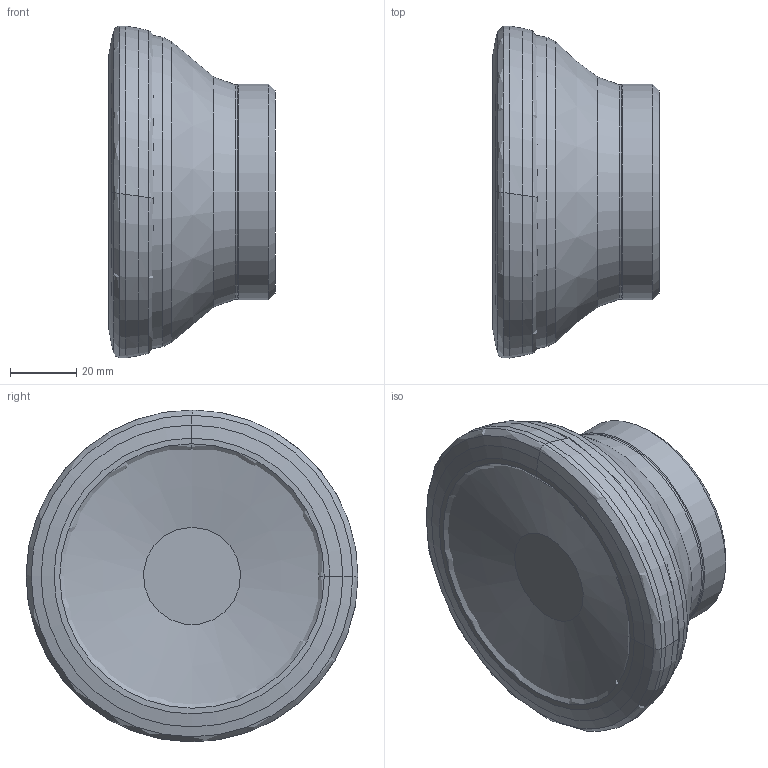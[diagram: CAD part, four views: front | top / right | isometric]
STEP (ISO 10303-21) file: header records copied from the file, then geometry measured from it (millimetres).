
FILE_DESCRIPTION(/* description */ (''),/* implementation_level */ '2;1');
FILE_NAME(/* name */ 'AHFMC-SD1204-D100-A32-Z08-H.stp',/* time_stamp */ '2023-10-10T11:12:18+03:00',/* author */ (''),/* organization */ (''),/* preprocessor_version */ 'ST-DEVELOPER v19.4',/* originating_system */ 'SIEMENS PLM Software NX2306.5001',/* authorisation */ '');
FILE_SCHEMA (('AUTOMOTIVE_DESIGN { 1 0 10303 214 3 1 1 1 }'));
Length unit declared in the file: millimetre
Products named in the file (1): AHFMC-SD1204-D100-A32-Z08-H-LIGHT_x_t_objects
Bounding box: 50 x 99.99 x 99.99 mm (x, y, z)
Volume: 284483.1 mm3; surface area: 36335.2 mm2
Topology: 2 solids, 2 shells, 50 faces, 96 edges, 49 vertices
Faces by surface type: bspline 28, plane 7, torus 6, revolution 4, cone 3, cylinder 2
Full cylindrical faces by diameter (mm): 64.6 x1, 65 x1
Entity records: 1514 total; most frequent: CARTESIAN_POINT 603, DIRECTION 180, ORIENTED_EDGE 162, EDGE_CURVE 81, AXIS2_PLACEMENT_3D 76, EDGE_LOOP 66, CIRCLE 57, ADVANCED_FACE 50
